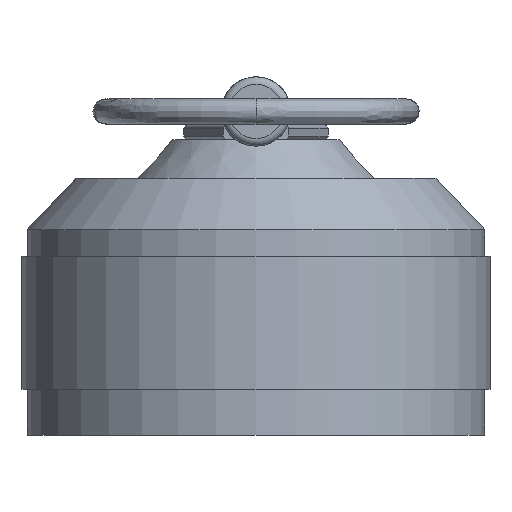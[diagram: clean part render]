
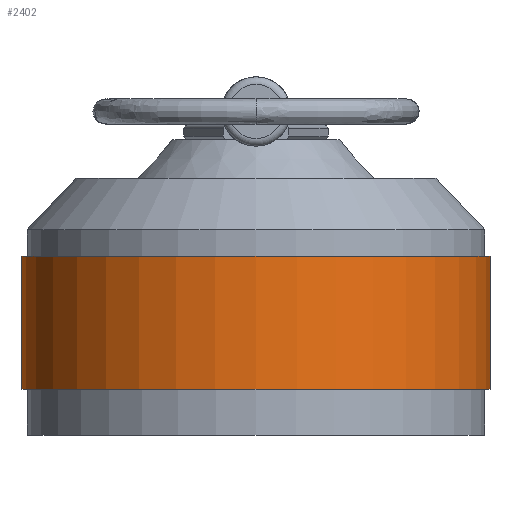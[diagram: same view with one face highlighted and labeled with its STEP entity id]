
A CAD part, front view. The second image highlights one B-rep face of the part: STEP entity #2402.
In plain terms, the highlighted cylindrical face has radius 15.875 mm (diameter 31.75 mm), a full revolution.
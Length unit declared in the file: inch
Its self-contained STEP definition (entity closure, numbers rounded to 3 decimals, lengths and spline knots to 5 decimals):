
#81 = DIRECTION ( 'NONE',  ( 0., 1., 0. ) ) ;
#163 = EDGE_CURVE ( 'NONE', #998, #998, #987, .T. ) ;
#242 = ORIENTED_EDGE ( 'NONE', *, *, #163, .T. ) ;
#304 = AXIS2_PLACEMENT_3D ( 'NONE', #2274, #567, #2580 ) ;
#353 = CARTESIAN_POINT ( 'NONE',  ( 0., 0.789, 0. ) ) ;
#370 = CARTESIAN_POINT ( 'NONE',  ( 0., 0.12205, 0. ) ) ;
#515 = DIRECTION ( 'NONE',  ( 0., 1., 0. ) ) ;
#567 = DIRECTION ( 'NONE',  ( 0., 1., 0. ) ) ;
#641 = FACE_OUTER_BOUND ( 'NONE', #3403, .T. ) ;
#987 = CIRCLE ( 'NONE', #3027, 0.625 ) ;
#998 = VERTEX_POINT ( 'NONE', #1143 ) ;
#1143 = CARTESIAN_POINT ( 'NONE',  ( 0., 0.12205, 0.625 ) ) ;
#1170 = CIRCLE ( 'NONE', #304, 0.625 ) ;
#1587 = AXIS2_PLACEMENT_3D ( 'NONE', #353, #81, #3561 ) ;
#1817 = EDGE_LOOP ( 'NONE', ( #2025 ) ) ;
#2025 = ORIENTED_EDGE ( 'NONE', *, *, #3706, .F. ) ;
#2034 = CARTESIAN_POINT ( 'NONE',  ( 0., 0.47805, 0.625 ) ) ;
#2274 = CARTESIAN_POINT ( 'NONE',  ( 0., 0.47805, 0. ) ) ;
#2402 = ADVANCED_FACE ( 'NONE', ( #3643, #641 ), #2830, .T. ) ;
#2580 = DIRECTION ( 'NONE',  ( 0., 0., 1. ) ) ;
#2830 = CYLINDRICAL_SURFACE ( 'NONE', #1587, 0.625 ) ;
#3027 = AXIS2_PLACEMENT_3D ( 'NONE', #370, #515, #3673 ) ;
#3374 = VERTEX_POINT ( 'NONE', #2034 ) ;
#3403 = EDGE_LOOP ( 'NONE', ( #242 ) ) ;
#3561 = DIRECTION ( 'NONE',  ( 0., 0., 1. ) ) ;
#3643 = FACE_OUTER_BOUND ( 'NONE', #1817, .T. ) ;
#3673 = DIRECTION ( 'NONE',  ( 0., 0., 1. ) ) ;
#3706 = EDGE_CURVE ( 'NONE', #3374, #3374, #1170, .T. ) ;
